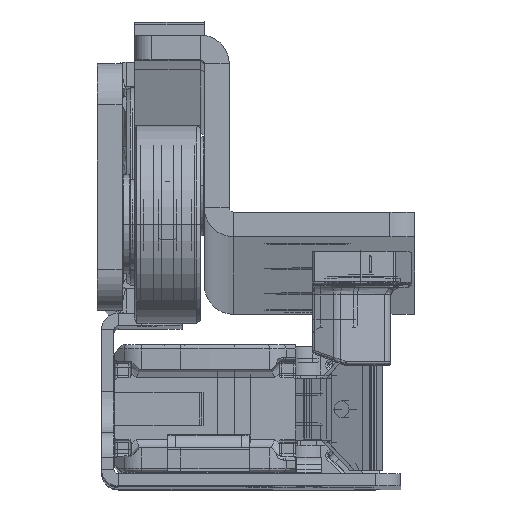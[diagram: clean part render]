
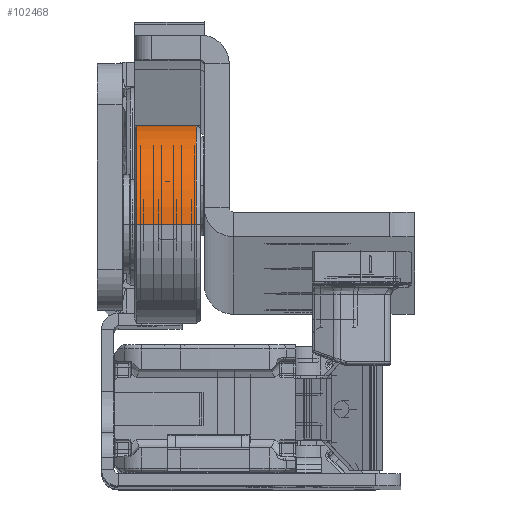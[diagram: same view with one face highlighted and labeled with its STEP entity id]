
A CAD part, top view. The second image highlights one B-rep face of the part: STEP entity #102468.
In plain terms, the highlighted cylindrical face has radius 12 mm (diameter 24 mm), a partial arc.
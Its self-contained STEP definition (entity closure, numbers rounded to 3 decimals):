
#509 = ORIENTED_EDGE ( 'NONE', *, *, #19180, .T. ) ;
#14886 = CIRCLE ( 'NONE', #82129, 12. ) ;
#15045 = DIRECTION ( 'NONE',  ( -1., 0., 0. ) ) ;
#15311 = VECTOR ( 'NONE', #15045, 1000. ) ;
#16599 = FACE_OUTER_BOUND ( 'NONE', #33002, .T. ) ;
#19180 = EDGE_CURVE ( 'NONE', #111150, #120138, #14886, .T. ) ;
#21680 = VECTOR ( 'NONE', #59528, 1000. ) ;
#28931 = DIRECTION ( 'NONE',  ( -1., 0., 0. ) ) ;
#33002 = EDGE_LOOP ( 'NONE', ( #78651, #509, #96488, #125683 ) ) ;
#35110 = VERTEX_POINT ( 'NONE', #49035 ) ;
#35721 = DIRECTION ( 'NONE',  ( 0., 0., -1. ) ) ;
#35735 = CARTESIAN_POINT ( 'NONE',  ( 7.711, 0., 12. ) ) ;
#45713 = CIRCLE ( 'NONE', #95358, 12. ) ;
#49035 = CARTESIAN_POINT ( 'NONE',  ( 0.5, 0., 12. ) ) ;
#51606 = EDGE_CURVE ( 'NONE', #111150, #112034, #117008, .T. ) ;
#56063 = DIRECTION ( 'NONE',  ( 1., 0., 0. ) ) ;
#57346 = CYLINDRICAL_SURFACE ( 'NONE', #63609, 12. ) ;
#59528 = DIRECTION ( 'NONE',  ( -1., 0., 0. ) ) ;
#63609 = AXIS2_PLACEMENT_3D ( 'NONE', #109065, #109720, #130772 ) ;
#70332 = DIRECTION ( 'NONE',  ( 0., 0., 1. ) ) ;
#78651 = ORIENTED_EDGE ( 'NONE', *, *, #51606, .F. ) ;
#79903 = LINE ( 'NONE', #108567, #21680 ) ;
#82129 = AXIS2_PLACEMENT_3D ( 'NONE', #122038, #28931, #70332 ) ;
#87711 = CARTESIAN_POINT ( 'NONE',  ( 0., 0., -12. ) ) ;
#88968 = CARTESIAN_POINT ( 'NONE',  ( 0.5, 0., -12. ) ) ;
#94754 = EDGE_CURVE ( 'NONE', #120138, #35110, #79903, .T. ) ;
#95358 = AXIS2_PLACEMENT_3D ( 'NONE', #119290, #56063, #35721 ) ;
#96488 = ORIENTED_EDGE ( 'NONE', *, *, #94754, .T. ) ;
#98068 = EDGE_CURVE ( 'NONE', #35110, #112034, #45713, .T. ) ;
#102468 = ADVANCED_FACE ( 'NONE', ( #16599 ), #57346, .T. ) ;
#108567 = CARTESIAN_POINT ( 'NONE',  ( 0., 0., 12. ) ) ;
#109065 = CARTESIAN_POINT ( 'NONE',  ( 0., 0., 0. ) ) ;
#109720 = DIRECTION ( 'NONE',  ( -1., 0., 0. ) ) ;
#111150 = VERTEX_POINT ( 'NONE', #127004 ) ;
#112034 = VERTEX_POINT ( 'NONE', #88968 ) ;
#117008 = LINE ( 'NONE', #87711, #15311 ) ;
#119290 = CARTESIAN_POINT ( 'NONE',  ( 0.5, 0., 0. ) ) ;
#120138 = VERTEX_POINT ( 'NONE', #35735 ) ;
#122038 = CARTESIAN_POINT ( 'NONE',  ( 7.711, 0., 0. ) ) ;
#125683 = ORIENTED_EDGE ( 'NONE', *, *, #98068, .T. ) ;
#127004 = CARTESIAN_POINT ( 'NONE',  ( 7.711, 0., -12. ) ) ;
#130772 = DIRECTION ( 'NONE',  ( 0., 0., 1. ) ) ;
